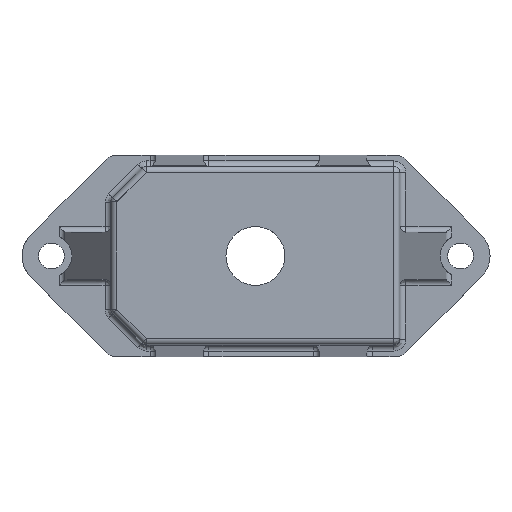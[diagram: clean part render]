
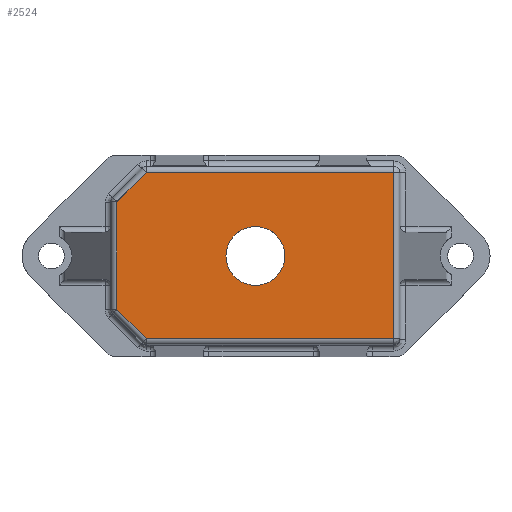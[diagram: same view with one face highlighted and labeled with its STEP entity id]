
A CAD part, top view. The second image highlights one B-rep face of the part: STEP entity #2524.
In plain terms, the highlighted planar face has unit normal (0, 0, 1).
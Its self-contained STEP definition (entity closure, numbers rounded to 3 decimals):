
#10 = DIRECTION ( 'NONE',  ( -1., 0., 0. ) ) ;
#186 = EDGE_LOOP ( 'NONE', ( #1372, #7391, #5732, #449, #7634, #2095 ) ) ;
#196 = LINE ( 'NONE', #2859, #4059 ) ;
#226 = CIRCLE ( 'NONE', #2270, 5. ) ;
#254 = VECTOR ( 'NONE', #7308, 1000. ) ;
#382 = VERTEX_POINT ( 'NONE', #3786 ) ;
#391 = EDGE_CURVE ( 'NONE', #6348, #494, #2444, .T. ) ;
#430 = ORIENTED_EDGE ( 'NONE', *, *, #5761, .T. ) ;
#449 = ORIENTED_EDGE ( 'NONE', *, *, #4446, .F. ) ;
#494 = VERTEX_POINT ( 'NONE', #6925 ) ;
#583 = VERTEX_POINT ( 'NONE', #7533 ) ;
#616 = CARTESIAN_POINT ( 'NONE',  ( -42.1, 0., 0. ) ) ;
#723 = CARTESIAN_POINT ( 'NONE',  ( 0., -0.5, 0. ) ) ;
#736 = DIRECTION ( 'NONE',  ( -0.707, 0.707, 0. ) ) ;
#1042 = EDGE_CURVE ( 'NONE', #494, #5863, #1569, .T. ) ;
#1085 = CARTESIAN_POINT ( 'NONE',  ( -23.55, 14.15, 0. ) ) ;
#1097 = LINE ( 'NONE', #723, #254 ) ;
#1262 = VECTOR ( 'NONE', #736, 1000. ) ;
#1342 = LINE ( 'NONE', #1802, #5918 ) ;
#1372 = ORIENTED_EDGE ( 'NONE', *, *, #391, .F. ) ;
#1487 = CARTESIAN_POINT ( 'NONE',  ( -47.1, 5., 0. ) ) ;
#1569 = LINE ( 'NONE', #616, #1262 ) ;
#1749 = VERTEX_POINT ( 'NONE', #4822 ) ;
#1774 = CIRCLE ( 'NONE', #5321, 5. ) ;
#1802 = CARTESIAN_POINT ( 'NONE',  ( -47.1, 28.3, 0. ) ) ;
#2095 = ORIENTED_EDGE ( 'NONE', *, *, #1042, .F. ) ;
#2192 = EDGE_CURVE ( 'NONE', #5863, #1749, #2250, .T. ) ;
#2250 = LINE ( 'NONE', #6394, #5305 ) ;
#2270 = AXIS2_PLACEMENT_3D ( 'NONE', #1085, #4105, #5288 ) ;
#2444 = LINE ( 'NONE', #7460, #4035 ) ;
#2524 = ADVANCED_FACE ( 'NONE', ( #3690, #6041 ), #7234, .F. ) ;
#2859 = CARTESIAN_POINT ( 'NONE',  ( -47.1, 23.3, 0. ) ) ;
#3160 = EDGE_CURVE ( 'NONE', #6195, #6348, #1097, .T. ) ;
#3621 = CARTESIAN_POINT ( 'NONE',  ( -47.1, -0.5, 0. ) ) ;
#3690 = FACE_OUTER_BOUND ( 'NONE', #186, .T. ) ;
#3786 = CARTESIAN_POINT ( 'NONE',  ( -18.55, 14.15, 0. ) ) ;
#4035 = VECTOR ( 'NONE', #4991, 1000. ) ;
#4059 = VECTOR ( 'NONE', #6498, 1000. ) ;
#4105 = DIRECTION ( 'NONE',  ( 0., 0., -1. ) ) ;
#4386 = DIRECTION ( 'NONE',  ( 0., 0., -1. ) ) ;
#4446 = EDGE_CURVE ( 'NONE', #1749, #6097, #196, .T. ) ;
#4822 = CARTESIAN_POINT ( 'NONE',  ( -47.1, 23.3, 0. ) ) ;
#4970 = CARTESIAN_POINT ( 'NONE',  ( 0., 0., 0. ) ) ;
#4991 = DIRECTION ( 'NONE',  ( -1., 0., 0. ) ) ;
#5288 = DIRECTION ( 'NONE',  ( 1., 0., 0. ) ) ;
#5305 = VECTOR ( 'NONE', #7616, 1000. ) ;
#5321 = AXIS2_PLACEMENT_3D ( 'NONE', #6821, #4386, #7301 ) ;
#5514 = DIRECTION ( 'NONE',  ( 0., 0., -1. ) ) ;
#5732 = ORIENTED_EDGE ( 'NONE', *, *, #7552, .F. ) ;
#5761 = EDGE_CURVE ( 'NONE', #382, #583, #1774, .T. ) ;
#5863 = VERTEX_POINT ( 'NONE', #1487 ) ;
#5918 = VECTOR ( 'NONE', #5978, 1000. ) ;
#5978 = DIRECTION ( 'NONE',  ( 1., 0., 0. ) ) ;
#6041 = FACE_BOUND ( 'NONE', #6630, .T. ) ;
#6097 = VERTEX_POINT ( 'NONE', #6197 ) ;
#6195 = VERTEX_POINT ( 'NONE', #6944 ) ;
#6197 = CARTESIAN_POINT ( 'NONE',  ( -42.1, 28.3, 0. ) ) ;
#6348 = VERTEX_POINT ( 'NONE', #4970 ) ;
#6394 = CARTESIAN_POINT ( 'NONE',  ( -47.1, -0.5, 0. ) ) ;
#6498 = DIRECTION ( 'NONE',  ( 0.707, 0.707, 0. ) ) ;
#6537 = AXIS2_PLACEMENT_3D ( 'NONE', #3621, #5514, #10 ) ;
#6630 = EDGE_LOOP ( 'NONE', ( #430, #6824 ) ) ;
#6821 = CARTESIAN_POINT ( 'NONE',  ( -23.55, 14.15, 0. ) ) ;
#6824 = ORIENTED_EDGE ( 'NONE', *, *, #7043, .T. ) ;
#6925 = CARTESIAN_POINT ( 'NONE',  ( -42.1, 0., 0. ) ) ;
#6944 = CARTESIAN_POINT ( 'NONE',  ( 0., 28.3, 0. ) ) ;
#7043 = EDGE_CURVE ( 'NONE', #583, #382, #226, .T. ) ;
#7234 = PLANE ( 'NONE',  #6537 ) ;
#7301 = DIRECTION ( 'NONE',  ( 1., 0., 0. ) ) ;
#7308 = DIRECTION ( 'NONE',  ( 0., -1., 0. ) ) ;
#7391 = ORIENTED_EDGE ( 'NONE', *, *, #3160, .F. ) ;
#7460 = CARTESIAN_POINT ( 'NONE',  ( -47.1, 0., 0. ) ) ;
#7533 = CARTESIAN_POINT ( 'NONE',  ( -28.55, 14.15, 0. ) ) ;
#7552 = EDGE_CURVE ( 'NONE', #6097, #6195, #1342, .T. ) ;
#7616 = DIRECTION ( 'NONE',  ( 0., 1., 0. ) ) ;
#7634 = ORIENTED_EDGE ( 'NONE', *, *, #2192, .F. ) ;
